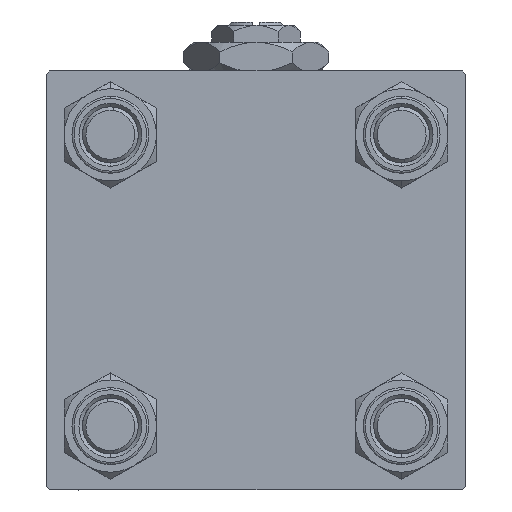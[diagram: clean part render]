
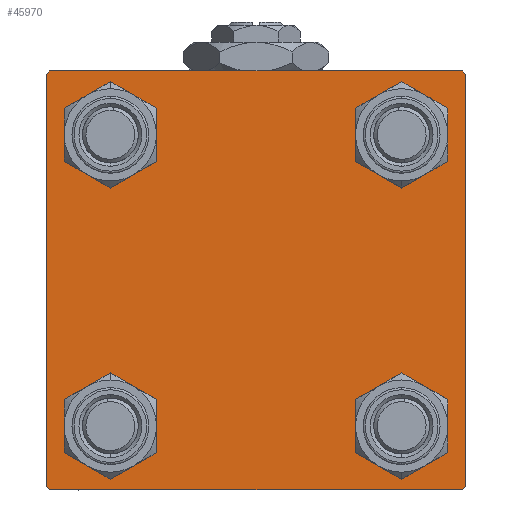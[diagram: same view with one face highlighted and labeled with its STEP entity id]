
A CAD part, left-side view. The second image highlights one B-rep face of the part: STEP entity #45970.
In plain terms, the highlighted planar face has unit normal (-1, 0, 0).
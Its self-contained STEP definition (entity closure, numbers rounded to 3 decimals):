
#754 = FACE_BOUND ( 'NONE', #36782, .T. ) ;
#982 = EDGE_CURVE ( 'NONE', #6886, #13692, #39323, .T. ) ;
#1013 = DIRECTION ( 'NONE',  ( 0., 0., 1. ) ) ;
#1236 = CARTESIAN_POINT ( 'NONE',  ( 0., -20.85, 20.85 ) ) ;
#1262 = DIRECTION ( 'NONE',  ( 1., 0., 0. ) ) ;
#1392 = ORIENTED_EDGE ( 'NONE', *, *, #18025, .T. ) ;
#1757 = EDGE_CURVE ( 'NONE', #47265, #15448, #12232, .T. ) ;
#1843 = LINE ( 'NONE', #6554, #37030 ) ;
#2146 = CARTESIAN_POINT ( 'NONE',  ( 0., 29.5, -30. ) ) ;
#2162 = ORIENTED_EDGE ( 'NONE', *, *, #13747, .F. ) ;
#3299 = EDGE_LOOP ( 'NONE', ( #3541, #23882, #20910, #31241, #2162, #12228, #50567, #43318 ) ) ;
#3541 = ORIENTED_EDGE ( 'NONE', *, *, #13705, .T. ) ;
#4228 = CIRCLE ( 'NONE', #21070, 4.5 ) ;
#5073 = CARTESIAN_POINT ( 'NONE',  ( 0., 30., 30. ) ) ;
#5479 = CARTESIAN_POINT ( 'NONE',  ( 0., 0., 0. ) ) ;
#5732 = EDGE_CURVE ( 'NONE', #17704, #6859, #29227, .T. ) ;
#5848 = VERTEX_POINT ( 'NONE', #19386 ) ;
#6258 = VECTOR ( 'NONE', #51529, 1000. ) ;
#6371 = EDGE_CURVE ( 'NONE', #29840, #6419, #27304, .T. ) ;
#6419 = VERTEX_POINT ( 'NONE', #29048 ) ;
#6554 = CARTESIAN_POINT ( 'NONE',  ( 0., -29.75, 29.75 ) ) ;
#6728 = EDGE_CURVE ( 'NONE', #28764, #28138, #35417, .T. ) ;
#6859 = VERTEX_POINT ( 'NONE', #27480 ) ;
#6886 = VERTEX_POINT ( 'NONE', #20339 ) ;
#8365 = DIRECTION ( 'NONE',  ( 1., 0., 0. ) ) ;
#8906 = FACE_BOUND ( 'NONE', #43920, .T. ) ;
#9105 = EDGE_CURVE ( 'NONE', #47594, #13857, #41762, .T. ) ;
#9426 = DIRECTION ( 'NONE',  ( 0., 0.707, -0.707 ) ) ;
#10473 = DIRECTION ( 'NONE',  ( 0., 0., 1. ) ) ;
#10574 = DIRECTION ( 'NONE',  ( 0., 0., 1. ) ) ;
#10995 = EDGE_CURVE ( 'NONE', #5848, #19858, #37603, .T. ) ;
#12147 = CARTESIAN_POINT ( 'NONE',  ( 0., -20.85, -16.35 ) ) ;
#12228 = ORIENTED_EDGE ( 'NONE', *, *, #43879, .T. ) ;
#12232 = CIRCLE ( 'NONE', #45980, 4.5 ) ;
#12680 = AXIS2_PLACEMENT_3D ( 'NONE', #5479, #13639, #1013 ) ;
#12863 = DIRECTION ( 'NONE',  ( 0., 0., 1. ) ) ;
#12869 = PLANE ( 'NONE',  #12680 ) ;
#13358 = DIRECTION ( 'NONE',  ( 0., 0., 1. ) ) ;
#13376 = FACE_BOUND ( 'NONE', #43162, .T. ) ;
#13639 = DIRECTION ( 'NONE',  ( -1., 0., 0. ) ) ;
#13692 = VERTEX_POINT ( 'NONE', #2146 ) ;
#13705 = EDGE_CURVE ( 'NONE', #6859, #6886, #50199, .T. ) ;
#13742 = DIRECTION ( 'NONE',  ( 0., 0., -1. ) ) ;
#13747 = EDGE_CURVE ( 'NONE', #21481, #28138, #33845, .T. ) ;
#13844 = AXIS2_PLACEMENT_3D ( 'NONE', #38318, #45998, #10574 ) ;
#13857 = VERTEX_POINT ( 'NONE', #34542 ) ;
#14309 = VECTOR ( 'NONE', #46236, 1000. ) ;
#15003 = AXIS2_PLACEMENT_3D ( 'NONE', #23664, #15470, #10473 ) ;
#15448 = VERTEX_POINT ( 'NONE', #42820 ) ;
#15470 = DIRECTION ( 'NONE',  ( 1., 0., 0. ) ) ;
#16071 = CARTESIAN_POINT ( 'NONE',  ( 0., 29.75, -29.75 ) ) ;
#16551 = CARTESIAN_POINT ( 'NONE',  ( 0., 20.85, -20.85 ) ) ;
#16790 = DIRECTION ( 'NONE',  ( 0., 0., 1. ) ) ;
#17704 = VERTEX_POINT ( 'NONE', #29543 ) ;
#17948 = CARTESIAN_POINT ( 'NONE',  ( 0., 30., 30. ) ) ;
#18025 = EDGE_CURVE ( 'NONE', #19858, #5848, #45340, .T. ) ;
#18071 = EDGE_CURVE ( 'NONE', #13857, #47594, #22537, .T. ) ;
#19350 = ORIENTED_EDGE ( 'NONE', *, *, #10995, .T. ) ;
#19386 = CARTESIAN_POINT ( 'NONE',  ( 0., 20.85, -25.35 ) ) ;
#19699 = DIRECTION ( 'NONE',  ( 1., 0., 0. ) ) ;
#19858 = VERTEX_POINT ( 'NONE', #23135 ) ;
#20339 = CARTESIAN_POINT ( 'NONE',  ( 0., 30., -29.5 ) ) ;
#20669 = AXIS2_PLACEMENT_3D ( 'NONE', #1236, #24713, #40833 ) ;
#20910 = ORIENTED_EDGE ( 'NONE', *, *, #37842, .T. ) ;
#21032 = FACE_OUTER_BOUND ( 'NONE', #3299, .T. ) ;
#21070 = AXIS2_PLACEMENT_3D ( 'NONE', #45276, #48978, #40791 ) ;
#21481 = VERTEX_POINT ( 'NONE', #51365 ) ;
#22310 = DIRECTION ( 'NONE',  ( 1., 0., 0. ) ) ;
#22537 = CIRCLE ( 'NONE', #49560, 4.5 ) ;
#23135 = CARTESIAN_POINT ( 'NONE',  ( 0., 20.85, -16.35 ) ) ;
#23268 = AXIS2_PLACEMENT_3D ( 'NONE', #16551, #1262, #12863 ) ;
#23664 = CARTESIAN_POINT ( 'NONE',  ( 0., 20.85, 20.85 ) ) ;
#23708 = DIRECTION ( 'NONE',  ( 0., -1., 0. ) ) ;
#23799 = ORIENTED_EDGE ( 'NONE', *, *, #36756, .T. ) ;
#23839 = EDGE_CURVE ( 'NONE', #6419, #29840, #4228, .T. ) ;
#23882 = ORIENTED_EDGE ( 'NONE', *, *, #982, .T. ) ;
#24208 = CARTESIAN_POINT ( 'NONE',  ( 0., 20.85, 20.85 ) ) ;
#24713 = DIRECTION ( 'NONE',  ( 1., 0., 0. ) ) ;
#24860 = CARTESIAN_POINT ( 'NONE',  ( 0., -29.5, -30. ) ) ;
#24913 = EDGE_LOOP ( 'NONE', ( #23799, #42111 ) ) ;
#24988 = CARTESIAN_POINT ( 'NONE',  ( 0., 29.75, 29.75 ) ) ;
#25894 = DIRECTION ( 'NONE',  ( 0., 0., -1. ) ) ;
#26633 = ORIENTED_EDGE ( 'NONE', *, *, #9105, .T. ) ;
#26697 = VECTOR ( 'NONE', #25894, 1000. ) ;
#27304 = CIRCLE ( 'NONE', #13844, 4.5 ) ;
#27423 = CARTESIAN_POINT ( 'NONE',  ( 0., -20.85, 25.35 ) ) ;
#27480 = CARTESIAN_POINT ( 'NONE',  ( 0., 30., 29.5 ) ) ;
#28061 = EDGE_CURVE ( 'NONE', #17704, #42564, #37789, .T. ) ;
#28138 = VERTEX_POINT ( 'NONE', #43041 ) ;
#28764 = VERTEX_POINT ( 'NONE', #24860 ) ;
#29048 = CARTESIAN_POINT ( 'NONE',  ( 0., -20.85, -25.35 ) ) ;
#29227 = LINE ( 'NONE', #24988, #43911 ) ;
#29543 = CARTESIAN_POINT ( 'NONE',  ( 0., 29.5, 30. ) ) ;
#29811 = DIRECTION ( 'NONE',  ( 0., 0.707, 0.707 ) ) ;
#29840 = VERTEX_POINT ( 'NONE', #12147 ) ;
#31037 = ORIENTED_EDGE ( 'NONE', *, *, #23839, .T. ) ;
#31241 = ORIENTED_EDGE ( 'NONE', *, *, #6728, .T. ) ;
#33556 = AXIS2_PLACEMENT_3D ( 'NONE', #48254, #8365, #44023 ) ;
#33675 = CARTESIAN_POINT ( 'NONE',  ( 0., 20.85, 16.35 ) ) ;
#33845 = LINE ( 'NONE', #45731, #26697 ) ;
#34542 = CARTESIAN_POINT ( 'NONE',  ( 0., -20.85, 16.35 ) ) ;
#35417 = LINE ( 'NONE', #47311, #6258 ) ;
#35569 = ORIENTED_EDGE ( 'NONE', *, *, #6371, .T. ) ;
#36756 = EDGE_CURVE ( 'NONE', #15448, #47265, #52137, .T. ) ;
#36782 = EDGE_LOOP ( 'NONE', ( #1392, #19350 ) ) ;
#37030 = VECTOR ( 'NONE', #29811, 1000. ) ;
#37603 = CIRCLE ( 'NONE', #23268, 4.5 ) ;
#37679 = FACE_BOUND ( 'NONE', #24913, .T. ) ;
#37789 = LINE ( 'NONE', #5073, #14309 ) ;
#37842 = EDGE_CURVE ( 'NONE', #13692, #28764, #47489, .T. ) ;
#38318 = CARTESIAN_POINT ( 'NONE',  ( 0., -20.85, -20.85 ) ) ;
#39323 = LINE ( 'NONE', #16071, #47658 ) ;
#39797 = CARTESIAN_POINT ( 'NONE',  ( 0., -20.85, 20.85 ) ) ;
#39855 = DIRECTION ( 'NONE',  ( 0., -0.707, -0.707 ) ) ;
#40791 = DIRECTION ( 'NONE',  ( 0., 0., 1. ) ) ;
#40833 = DIRECTION ( 'NONE',  ( 0., 0., 1. ) ) ;
#41762 = CIRCLE ( 'NONE', #20669, 4.5 ) ;
#42111 = ORIENTED_EDGE ( 'NONE', *, *, #1757, .T. ) ;
#42564 = VERTEX_POINT ( 'NONE', #45326 ) ;
#42820 = CARTESIAN_POINT ( 'NONE',  ( 0., 20.85, 25.35 ) ) ;
#42960 = ORIENTED_EDGE ( 'NONE', *, *, #18071, .T. ) ;
#43041 = CARTESIAN_POINT ( 'NONE',  ( 0., -30., -29.5 ) ) ;
#43162 = EDGE_LOOP ( 'NONE', ( #26633, #42960 ) ) ;
#43318 = ORIENTED_EDGE ( 'NONE', *, *, #5732, .T. ) ;
#43879 = EDGE_CURVE ( 'NONE', #21481, #42564, #1843, .T. ) ;
#43911 = VECTOR ( 'NONE', #9426, 1000. ) ;
#43920 = EDGE_LOOP ( 'NONE', ( #35569, #31037 ) ) ;
#44023 = DIRECTION ( 'NONE',  ( 0., 0., 1. ) ) ;
#45276 = CARTESIAN_POINT ( 'NONE',  ( 0., -20.85, -20.85 ) ) ;
#45326 = CARTESIAN_POINT ( 'NONE',  ( 0., -29.5, 30. ) ) ;
#45340 = CIRCLE ( 'NONE', #33556, 4.5 ) ;
#45731 = CARTESIAN_POINT ( 'NONE',  ( 0., -30., 30. ) ) ;
#45970 = ADVANCED_FACE ( 'NONE', ( #13376, #8906, #754, #37679, #21032 ), #12869, .T. ) ;
#45980 = AXIS2_PLACEMENT_3D ( 'NONE', #24208, #22310, #13358 ) ;
#45998 = DIRECTION ( 'NONE',  ( 1., 0., 0. ) ) ;
#46236 = DIRECTION ( 'NONE',  ( 0., -1., 0. ) ) ;
#47265 = VERTEX_POINT ( 'NONE', #33675 ) ;
#47311 = CARTESIAN_POINT ( 'NONE',  ( 0., -29.75, -29.75 ) ) ;
#47489 = LINE ( 'NONE', #47746, #52166 ) ;
#47594 = VERTEX_POINT ( 'NONE', #27423 ) ;
#47658 = VECTOR ( 'NONE', #39855, 1000. ) ;
#47746 = CARTESIAN_POINT ( 'NONE',  ( 0., 30., -30. ) ) ;
#48254 = CARTESIAN_POINT ( 'NONE',  ( 0., 20.85, -20.85 ) ) ;
#48978 = DIRECTION ( 'NONE',  ( 1., 0., 0. ) ) ;
#49489 = VECTOR ( 'NONE', #13742, 1000. ) ;
#49560 = AXIS2_PLACEMENT_3D ( 'NONE', #39797, #19699, #16790 ) ;
#50199 = LINE ( 'NONE', #17948, #49489 ) ;
#50567 = ORIENTED_EDGE ( 'NONE', *, *, #28061, .F. ) ;
#51365 = CARTESIAN_POINT ( 'NONE',  ( 0., -30., 29.5 ) ) ;
#51529 = DIRECTION ( 'NONE',  ( 0., -0.707, 0.707 ) ) ;
#52137 = CIRCLE ( 'NONE', #15003, 4.5 ) ;
#52166 = VECTOR ( 'NONE', #23708, 1000. ) ;
